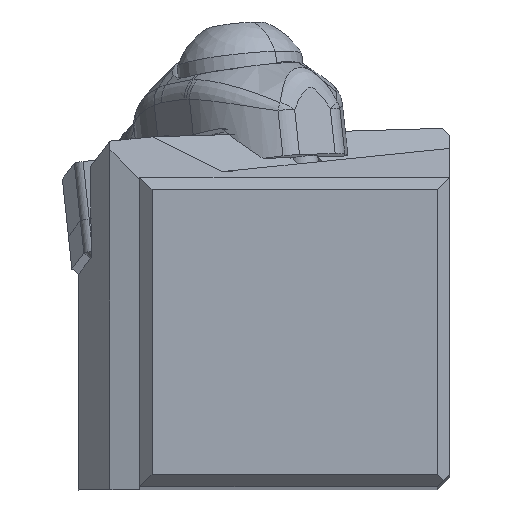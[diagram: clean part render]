
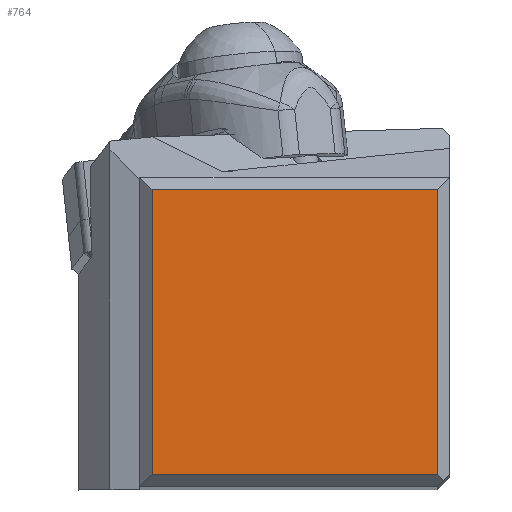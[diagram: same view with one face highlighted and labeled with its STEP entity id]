
A CAD part, top view. The second image highlights one B-rep face of the part: STEP entity #764.
In plain terms, the highlighted planar face has unit normal (0, 0, 1).
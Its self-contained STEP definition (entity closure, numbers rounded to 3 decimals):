
#507=FACE_OUTER_BOUND('',#1138,.T.);
#764=ADVANCED_FACE('',(#507),#996,.T.);
#996=PLANE('',#5011);
#1138=EDGE_LOOP('',(#1756,#1757,#1758,#1759));
#1756=ORIENTED_EDGE('',*,*,#3294,.F.);
#1757=ORIENTED_EDGE('',*,*,#3301,.F.);
#1758=ORIENTED_EDGE('',*,*,#3475,.F.);
#1759=ORIENTED_EDGE('',*,*,#3474,.T.);
#2813=VERTEX_POINT('',#6706);
#2814=VERTEX_POINT('',#6708);
#2818=VERTEX_POINT('',#6720);
#2931=VERTEX_POINT('',#7100);
#3294=EDGE_CURVE('',#2813,#2814,#4317,.T.);
#3301=EDGE_CURVE('',#2818,#2813,#4324,.T.);
#3474=EDGE_CURVE('',#2931,#2814,#4426,.T.);
#3475=EDGE_CURVE('',#2931,#2818,#4427,.T.);
#4317=LINE('',#6707,#4572);
#4324=LINE('',#6721,#4579);
#4426=LINE('',#7101,#4681);
#4427=LINE('',#7103,#4682);
#4572=VECTOR('',#5459,1.);
#4579=VECTOR('',#5470,1.);
#4681=VECTOR('',#5814,1.);
#4682=VECTOR('',#5817,1.);
#5011=AXIS2_PLACEMENT_3D('',#7104,#5818,#5819);
#5459=DIRECTION('',(-1.,0.,0.));
#5470=DIRECTION('',(0.,-1.,0.));
#5814=DIRECTION('',(0.,-1.,0.));
#5817=DIRECTION('',(1.,0.,0.));
#5818=DIRECTION('',(0.,0.,1.));
#5819=DIRECTION('',(-1.,0.,0.));
#6706=CARTESIAN_POINT('',(-1.,1.,0.));
#6707=CARTESIAN_POINT('',(-1.,1.,0.));
#6708=CARTESIAN_POINT('',(-24.4,1.,0.));
#6720=CARTESIAN_POINT('',(-1.,24.4,0.));
#6721=CARTESIAN_POINT('',(-1.,24.4,0.));
#7100=CARTESIAN_POINT('',(-24.4,24.4,0.));
#7101=CARTESIAN_POINT('',(-24.4,24.4,0.));
#7103=CARTESIAN_POINT('',(-24.4,24.4,0.));
#7104=CARTESIAN_POINT('',(-12.7,12.7,0.));
